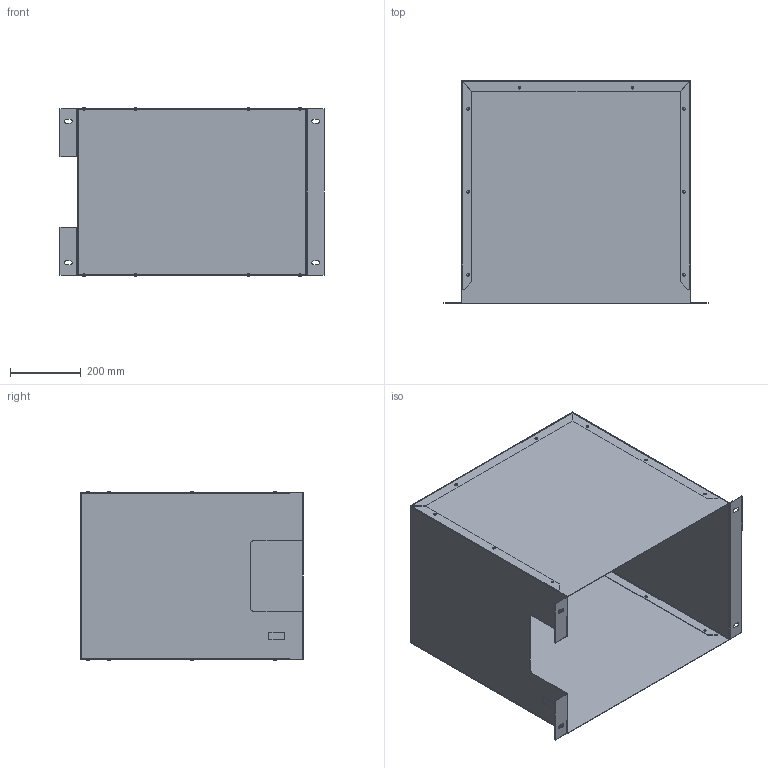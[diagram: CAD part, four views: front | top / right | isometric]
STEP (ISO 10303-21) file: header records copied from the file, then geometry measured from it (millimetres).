
FILE_DESCRIPTION (( 'STEP AP214' ), '1' );
FILE_NAME ('1023490.STEP', '2025-04-09T05:27:34', ( '' ), ( '' ), 'SwSTEP 2.0', 'SolidWorks 2022', '' );
FILE_SCHEMA (( 'AUTOMOTIVE_DESIGN' ));
Length unit declared in the file: millimetre
Products named in the file (1): 1023490
Bounding box: 747 x 630 x 477.93 mm (x, y, z)
Volume: 2731630.8 mm3; surface area: 3465271.9 mm2
Topology: 1 solids, 1 shells, 375 faces, 858 edges, 540 vertices
Faces by surface type: cylinder 196, plane 139, sphere 32, bspline 8
Entity records: 15259 total; most frequent: CARTESIAN_POINT 2262, DIRECTION 1994, ORIENTED_EDGE 1716, EDGE_CURVE 858, AXIS2_PLACEMENT_3D 784, VERTEX_POINT 540, EDGE_LOOP 454, LINE 426
